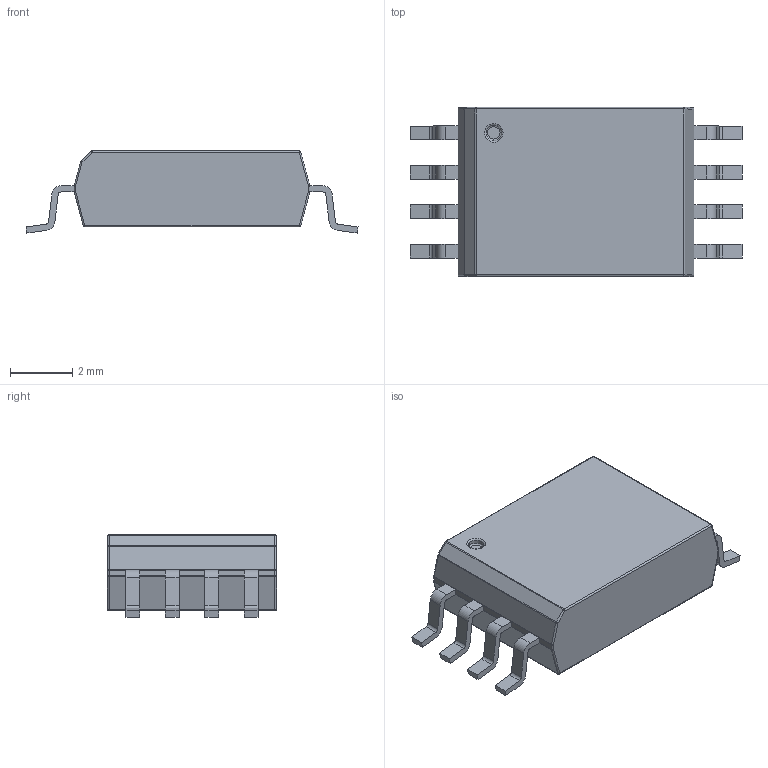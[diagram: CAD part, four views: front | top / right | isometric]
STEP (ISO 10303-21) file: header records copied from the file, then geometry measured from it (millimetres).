
FILE_DESCRIPTION(('FreeCAD Model'),'2;1');
FILE_NAME('Open CASCADE Shape Model','2022-11-09T08:40:11',(''),(''), 'Open CASCADE STEP processor 7.6','FreeCAD','Unknown');
FILE_SCHEMA(('AUTOMOTIVE_DESIGN { 1 0 10303 214 1 1 1 1 }'));
Length unit declared in the file: millimetre
Products named in the file (1): SOIC8W
Bounding box: 10.71 x 5.45 x 2.65 mm (x, y, z)
Volume: 99.3 mm3; surface area: 165.8 mm2
Topology: 9 solids, 9 shells, 172 faces, 421 edges, 250 vertices
Faces by surface type: plane 92, cylinder 60, sphere 18, torus 2
Full cylindrical faces by diameter (mm): 0.5 x1
Entity records: 11017 total; most frequent: CARTESIAN_POINT 1906, DIRECTION 1570, LINE 943, VECTOR 943, ORIENTED_EDGE 806, PCURVE 806, DEFINITIONAL_REPRESENTATION 806, EDGE_CURVE 403
